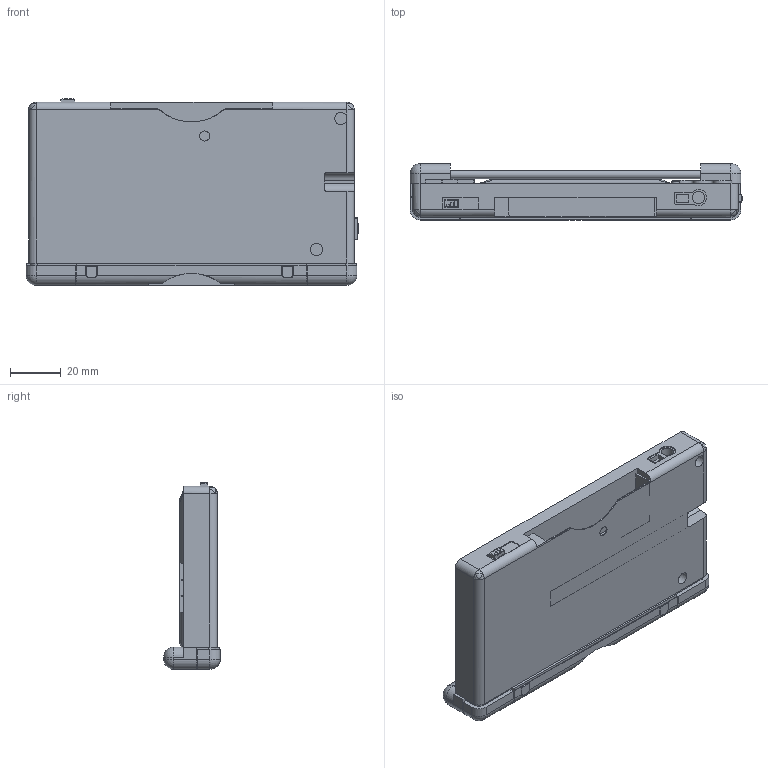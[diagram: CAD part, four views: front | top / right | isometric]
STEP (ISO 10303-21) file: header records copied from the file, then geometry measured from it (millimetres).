
FILE_DESCRIPTION(/* description */ (''),/* implementation_level */ '2;1');
FILE_NAME(/* name */ 'nintendo ds bottom base.stp',/* time_stamp */ '2015-04-17T09:28:22-04:00',/* author */ ('tcampanella'),/* organization */ (''),/* preprocessor_version */ 'ST-DEVELOPER v15.6',/* originating_system */ 'Autodesk Inventor 2015',/* authorisation */ '');
FILE_SCHEMA (('AUTOMOTIVE_DESIGN { 1 0 10303 214 3 1 1 }'));
Length unit declared in the file: inch
Products named in the file (1): nintendo ds bottom base
Bounding box: 130.57 x 22.42 x 73.36 mm (x, y, z)
Volume: 110890.6 mm3; surface area: 34207.9 mm2
Topology: 1 solids, 1 shells, 759 faces, 1940 edges, 1232 vertices
Faces by surface type: plane 423, cylinder 182, bspline 90, torus 36, sphere 20, cone 8
Full cylindrical faces by diameter (mm): 2.977 x2, 3.175 x3, 3.969 x1, 4.762 x3, 7.673 x4, 7.938 x4
Entity records: 23776 total; most frequent: CARTESIAN_POINT 5623, ORIENTED_EDGE 3812, DIRECTION 3471, EDGE_CURVE 1906, LINE 1307, VECTOR 1307, VERTEX_POINT 1229, AXIS2_PLACEMENT_3D 1082
